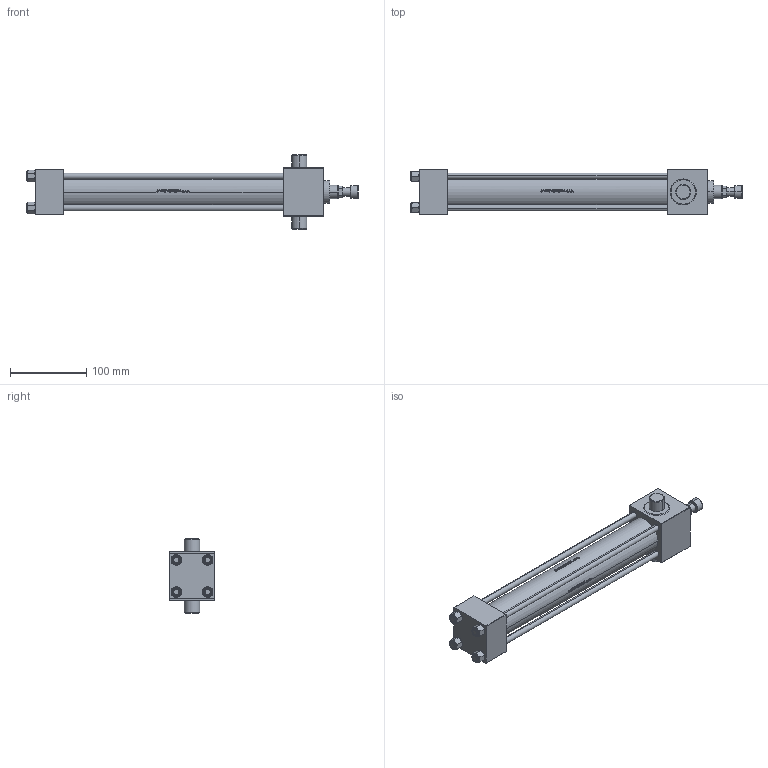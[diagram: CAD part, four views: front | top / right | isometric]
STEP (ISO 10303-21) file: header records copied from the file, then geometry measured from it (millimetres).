
FILE_DESCRIPTION (( 'STEP AP203' ), '1' );
FILE_NAME ('8b3c.STEP', '2022-04-16T05:19:05', ( '' ), ( '' ), 'SwSTEP 2.0', 'SolidWorks 2019', '' );
FILE_SCHEMA (( 'CONFIG_CONTROL_DESIGN' ));
Length unit declared in the file: millimetre
Products named in the file (7): 8b3c; V215_VC_A 506800f0b0766728bfe3eb77053aecad; V215CR_ROD_END_F 506800f0b0766728bfe3eb77053aecad; V215CR_VCP_K 506800f0b0766728bfe3eb77053aecad; NUT_M5_K 506800f0b0766728bfe3eb77053aecad; V215CR_K_TYCINKA 506800f0b0766728bfe3eb77053aecad; V215CR_K_Body 506800f0b0766728bfe3eb77053aecad
Assembly tree (12 placements, depth 2):
  8b3c
    V215CR_K_Body 506800f0b0766728bfe3eb77053aecad
    V215CR_VCP_K 506800f0b0766728bfe3eb77053aecad
    V215CR_K_TYCINKA 506800f0b0766728bfe3eb77053aecad  x4
    NUT_M5_K 506800f0b0766728bfe3eb77053aecad  x4
    V215_VC_A 506800f0b0766728bfe3eb77053aecad
    V215CR_ROD_END_F 506800f0b0766728bfe3eb77053aecad
Bounding box: 435 x 60 x 97 mm (x, y, z)
Volume: 626443.4 mm3; surface area: 204429.3 mm2
Topology: 12 solids, 12 shells, 1091 faces, 2747 edges, 1767 vertices
Faces by surface type: plane 435, bspline 380, cone 132, cylinder 128, torus 16
Entity records: 47354 total; most frequent: CARTESIAN_POINT 25663, ORIENTED_EDGE 4986, DIRECTION 3055, EDGE_CURVE 2493, VERTEX_POINT 1623, LINE 1273, VECTOR 1273, EDGE_LOOP 1070
